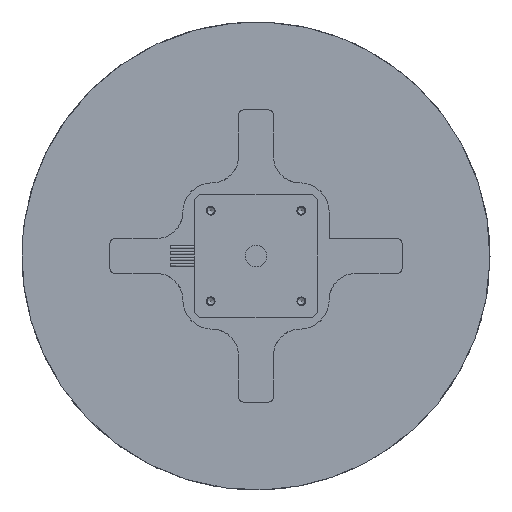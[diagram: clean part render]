
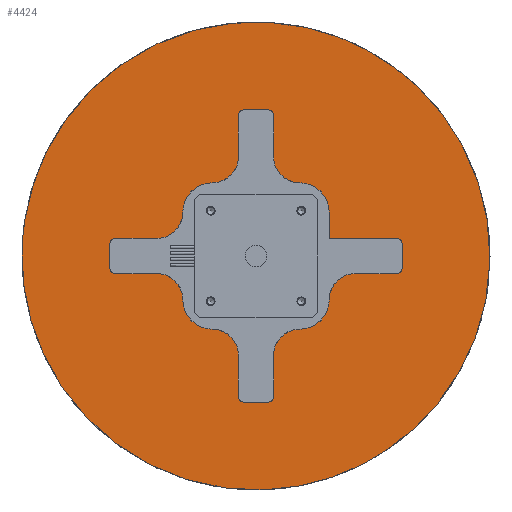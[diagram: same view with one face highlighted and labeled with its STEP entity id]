
A CAD part, front view. The second image highlights one B-rep face of the part: STEP entity #4424.
In plain terms, the highlighted free-form (B-spline) face has degree [1, 1] with [2, 2] control points.
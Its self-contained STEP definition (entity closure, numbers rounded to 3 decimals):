
#3500 = VERTEX_POINT('',#3501);
#3501 = CARTESIAN_POINT('',(-31.328,-4.079,
    0.));
#3506 = EDGE_CURVE('',#3500,#3500,#3507,.T.);
#3507 = ( BOUNDED_CURVE() B_SPLINE_CURVE(2,(#3508,#3509,#3510,#3511,
#3512,#3513,#3514),.UNSPECIFIED.,.T.,.F.) B_SPLINE_CURVE_WITH_KNOTS((3,2
    ,2,3),(3.142,5.236,7.33,9.425),
.PIECEWISE_BEZIER_KNOTS.) CURVE() GEOMETRIC_REPRESENTATION_ITEM() 
RATIONAL_B_SPLINE_CURVE((1.,0.5,1.,0.5,1.,0.5,1.)) REPRESENTATION_ITEM(
  '') );
#3508 = CARTESIAN_POINT('',(-31.328,-4.079,
    0.));
#3509 = CARTESIAN_POINT('',(-31.328,-4.079,
    -2.261));
#3510 = CARTESIAN_POINT('',(-33.286,-4.079,
    -1.13));
#3511 = CARTESIAN_POINT('',(-35.244,-4.079,
    0.));
#3512 = CARTESIAN_POINT('',(-33.286,-4.079,
    1.13));
#3513 = CARTESIAN_POINT('',(-31.328,-4.079,
    2.261));
#3514 = CARTESIAN_POINT('',(-31.328,-4.079,
    0.));
#3541 = VERTEX_POINT('',#3542);
#3542 = CARTESIAN_POINT('',(33.938,-4.079,
    0.));
#3547 = EDGE_CURVE('',#3541,#3541,#3548,.T.);
#3548 = ( BOUNDED_CURVE() B_SPLINE_CURVE(2,(#3549,#3550,#3551,#3552,
#3553,#3554,#3555),.UNSPECIFIED.,.T.,.F.) B_SPLINE_CURVE_WITH_KNOTS((3,2
    ,2,3),(3.142,5.236,7.33,9.425),
.PIECEWISE_BEZIER_KNOTS.) CURVE() GEOMETRIC_REPRESENTATION_ITEM() 
RATIONAL_B_SPLINE_CURVE((1.,0.5,1.,0.5,1.,0.5,1.)) REPRESENTATION_ITEM(
  '') );
#3549 = CARTESIAN_POINT('',(33.938,-4.079,
    0.));
#3550 = CARTESIAN_POINT('',(33.938,-4.079,
    -2.261));
#3551 = CARTESIAN_POINT('',(31.98,-4.079,
    -1.13));
#3552 = CARTESIAN_POINT('',(30.022,-4.079,
    0.));
#3553 = CARTESIAN_POINT('',(31.98,-4.079,
    1.13));
#3554 = CARTESIAN_POINT('',(33.938,-4.079,
    2.261));
#3555 = CARTESIAN_POINT('',(33.938,-4.079,
    0.));
#3582 = VERTEX_POINT('',#3583);
#3583 = CARTESIAN_POINT('',(1.305,-4.079,
    -32.633));
#3588 = EDGE_CURVE('',#3582,#3582,#3589,.T.);
#3589 = ( BOUNDED_CURVE() B_SPLINE_CURVE(2,(#3590,#3591,#3592,#3593,
#3594,#3595,#3596),.UNSPECIFIED.,.T.,.F.) B_SPLINE_CURVE_WITH_KNOTS((3,2
    ,2,3),(3.142,5.236,7.33,9.425),
.PIECEWISE_BEZIER_KNOTS.) CURVE() GEOMETRIC_REPRESENTATION_ITEM() 
RATIONAL_B_SPLINE_CURVE((1.,0.5,1.,0.5,1.,0.5,1.)) REPRESENTATION_ITEM(
  '') );
#3590 = CARTESIAN_POINT('',(1.305,-4.079,
    -32.633));
#3591 = CARTESIAN_POINT('',(1.305,-4.079,
    -34.894));
#3592 = CARTESIAN_POINT('',(-0.653,-4.079,
    -33.763));
#3593 = CARTESIAN_POINT('',(-2.611,-4.079,
    -32.633));
#3594 = CARTESIAN_POINT('',(-0.653,-4.079,
    -31.502));
#3595 = CARTESIAN_POINT('',(1.305,-4.079,
    -30.372));
#3596 = CARTESIAN_POINT('',(1.305,-4.079,
    -32.633));
#3623 = VERTEX_POINT('',#3624);
#3624 = CARTESIAN_POINT('',(1.305,-4.079,
    32.633));
#3629 = EDGE_CURVE('',#3623,#3623,#3630,.T.);
#3630 = ( BOUNDED_CURVE() B_SPLINE_CURVE(2,(#3631,#3632,#3633,#3634,
#3635,#3636,#3637),.UNSPECIFIED.,.T.,.F.) B_SPLINE_CURVE_WITH_KNOTS((3,2
    ,2,3),(3.142,5.236,7.33,9.425),
.PIECEWISE_BEZIER_KNOTS.) CURVE() GEOMETRIC_REPRESENTATION_ITEM() 
RATIONAL_B_SPLINE_CURVE((1.,0.5,1.,0.5,1.,0.5,1.)) REPRESENTATION_ITEM(
  '') );
#3631 = CARTESIAN_POINT('',(1.305,-4.079,
    32.633));
#3632 = CARTESIAN_POINT('',(1.305,-4.079,
    30.372));
#3633 = CARTESIAN_POINT('',(-0.653,-4.079,
    31.502));
#3634 = CARTESIAN_POINT('',(-2.611,-4.079,
    32.633));
#3635 = CARTESIAN_POINT('',(-0.653,-4.079,
    33.763));
#3636 = CARTESIAN_POINT('',(1.305,-4.079,
    34.894));
#3637 = CARTESIAN_POINT('',(1.305,-4.079,
    32.633));
#3666 = VERTEX_POINT('',#3667);
#3667 = CARTESIAN_POINT('',(12.237,-4.079,
    0.));
#3672 = EDGE_CURVE('',#3666,#3666,#3673,.T.);
#3673 = ( BOUNDED_CURVE() B_SPLINE_CURVE(2,(#3674,#3675,#3676,#3677,
#3678,#3679,#3680),.UNSPECIFIED.,.T.,.F.) B_SPLINE_CURVE_WITH_KNOTS((3,2
    ,2,3),(3.142,5.236,7.33,9.425),
.PIECEWISE_BEZIER_KNOTS.) CURVE() GEOMETRIC_REPRESENTATION_ITEM() 
RATIONAL_B_SPLINE_CURVE((1.,0.5,1.,0.5,1.,0.5,1.)) REPRESENTATION_ITEM(
  '') );
#3674 = CARTESIAN_POINT('',(12.237,-4.079,
    0.));
#3675 = CARTESIAN_POINT('',(12.237,-4.079,
    -21.196));
#3676 = CARTESIAN_POINT('',(-6.119,-4.079,
    -10.598));
#3677 = CARTESIAN_POINT('',(-24.475,-4.079,
    0.));
#3678 = CARTESIAN_POINT('',(-6.119,-4.079,
    10.598));
#3679 = CARTESIAN_POINT('',(12.237,-4.079,
    21.196));
#3680 = CARTESIAN_POINT('',(12.237,-4.079,
    0.));
#4424 = ADVANCED_FACE('',(#4425,#4439,#4442,#4445,#4448,#4451),#4454,.F.
  );
#4425 = FACE_BOUND('',#4426,.T.);
#4426 = EDGE_LOOP('',(#4427));
#4427 = ORIENTED_EDGE('',*,*,#4428,.T.);
#4428 = EDGE_CURVE('',#4429,#4429,#4431,.T.);
#4429 = VERTEX_POINT('',#4430);
#4430 = CARTESIAN_POINT('',(-65.266,-4.079,
    0.));
#4431 = ( BOUNDED_CURVE() B_SPLINE_CURVE(2,(#4432,#4433,#4434,#4435,
#4436,#4437,#4438),.UNSPECIFIED.,.T.,.F.) B_SPLINE_CURVE_WITH_KNOTS((3,2
    ,2,3),(3.142,5.236,7.33,9.425),
.PIECEWISE_BEZIER_KNOTS.) CURVE() GEOMETRIC_REPRESENTATION_ITEM() 
RATIONAL_B_SPLINE_CURVE((1.,0.5,1.,0.5,1.,0.5,1.)) REPRESENTATION_ITEM(
  '') );
#4432 = CARTESIAN_POINT('',(-65.266,-4.079,
    0.));
#4433 = CARTESIAN_POINT('',(-65.266,-4.079,
    -113.044));
#4434 = CARTESIAN_POINT('',(32.633,-4.079,
    -56.522));
#4435 = CARTESIAN_POINT('',(130.532,-4.079,
    0.));
#4436 = CARTESIAN_POINT('',(32.633,-4.079,
    56.522));
#4437 = CARTESIAN_POINT('',(-65.266,-4.079,
    113.044));
#4438 = CARTESIAN_POINT('',(-65.266,-4.079,
    0.));
#4439 = FACE_BOUND('',#4440,.T.);
#4440 = EDGE_LOOP('',(#4441));
#4441 = ORIENTED_EDGE('',*,*,#3506,.T.);
#4442 = FACE_BOUND('',#4443,.T.);
#4443 = EDGE_LOOP('',(#4444));
#4444 = ORIENTED_EDGE('',*,*,#3547,.T.);
#4445 = FACE_BOUND('',#4446,.T.);
#4446 = EDGE_LOOP('',(#4447));
#4447 = ORIENTED_EDGE('',*,*,#3588,.T.);
#4448 = FACE_BOUND('',#4449,.T.);
#4449 = EDGE_LOOP('',(#4450));
#4450 = ORIENTED_EDGE('',*,*,#3629,.T.);
#4451 = FACE_BOUND('',#4452,.T.);
#4452 = EDGE_LOOP('',(#4453));
#4453 = ORIENTED_EDGE('',*,*,#3672,.T.);
#4454 = B_SPLINE_SURFACE_WITH_KNOTS('',1,1,(
    (#4455,#4456)
    ,(#4457,#4458
    )),.UNSPECIFIED.,.F.,.F.,.F.,(2,2),(2,2),(-80.,80.),(-80.,80.),
  .PIECEWISE_BEZIER_KNOTS.);
#4455 = CARTESIAN_POINT('',(-65.266,-4.079,
    65.266));
#4456 = CARTESIAN_POINT('',(-65.266,-4.079,
    -65.266));
#4457 = CARTESIAN_POINT('',(65.266,-4.079,
    65.266));
#4458 = CARTESIAN_POINT('',(65.266,-4.079,
    -65.266));
